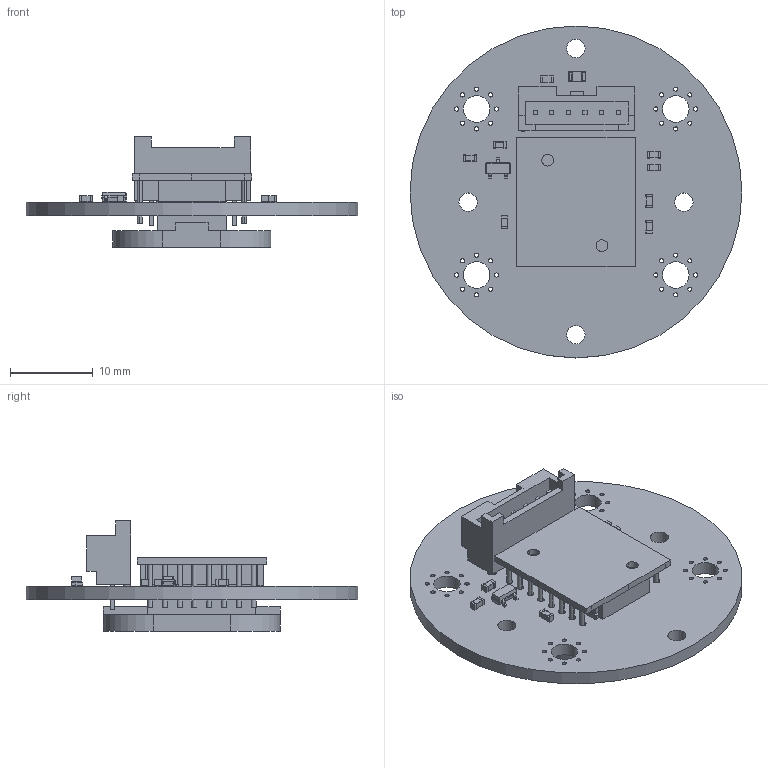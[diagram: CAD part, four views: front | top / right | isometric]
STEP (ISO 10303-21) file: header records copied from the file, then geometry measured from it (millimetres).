
FILE_DESCRIPTION(('KiCad electronic assembly'),'2;1');
FILE_NAME('module-optique-grand.step','2023-09-23T15:40:57',('Pcbnew'),( 'Kicad'),'Open CASCADE STEP processor 7.6','KiCad to STEP converter' ,'Unknown');
FILE_SCHEMA(('AUTOMOTIVE_DESIGN { 1 0 10303 214 1 1 1 1 }'));
Length unit declared in the file: millimetre
Products named in the file (14): module-optique-grand 1; R_0603_1608Metric; SOLID; C_0603_1608Metric; SOT-23; B06B-PASK-1; ADNS_9800_Lentille; COMPOUND; LED_0805_2012Metric; module-optique-grand PCB
Assembly tree (19 placements, depth 3):
  module-optique-grand 1
    R_0603_1608Metric
      SOLID
    C_0603_1608Metric  x7
      SOLID
    SOT-23
      SOLID
    B06B-PASK-1
      SOLID
    ADNS_9800_Lentille
      COMPOUND
    LED_0805_2012Metric
      SOLID
    module-optique-grand PCB
Bounding box: 40 x 40 x 13.3 mm (x, y, z)
Volume: 3625.4 mm3; surface area: 5248 mm2
Topology: 14 solids, 14 shells, 620 faces, 1581 edges, 1036 vertices
Faces by surface type: plane 373, cylinder 220, bspline 27
Full cylindrical faces by diameter (mm): 0.5 x32, 0.7 x6, 0.8 x16, 1.1 x1, 2.2 x4, 3.2 x4, 40 x1
Entity records: 30730 total; most frequent: CARTESIAN_POINT 5223, DIRECTION 4499, LINE 2769, VECTOR 2769, ORIENTED_EDGE 2298, PCURVE 2298, DEFINITIONAL_REPRESENTATION 2298, EDGE_CURVE 1149
